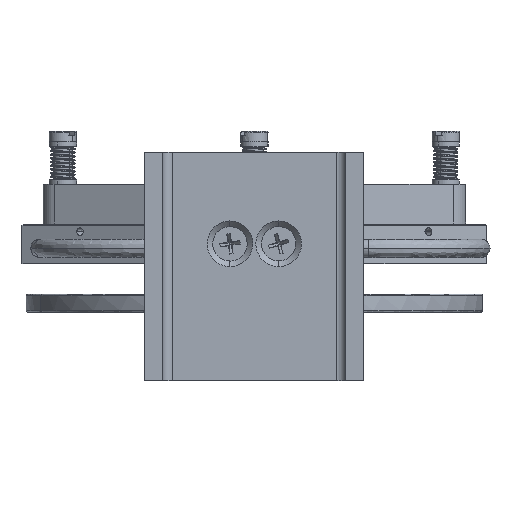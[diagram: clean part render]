
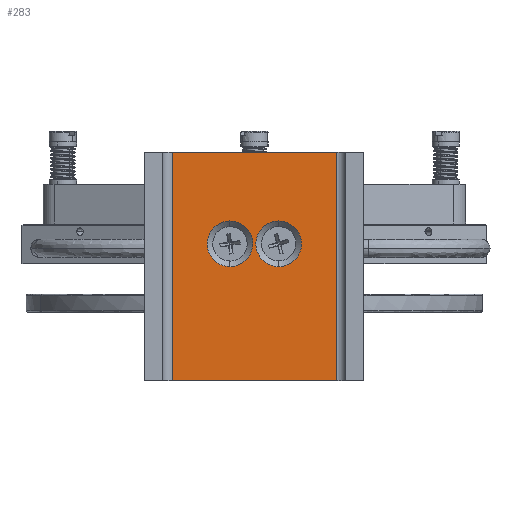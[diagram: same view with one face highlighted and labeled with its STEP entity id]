
A CAD part, front view. The second image highlights one B-rep face of the part: STEP entity #283.
In plain terms, the highlighted free-form (B-spline) face has degree [1, 1] with [2, 2] control points.
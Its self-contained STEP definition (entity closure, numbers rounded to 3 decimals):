
#24 = VERTEX_POINT('',#25);
#25 = CARTESIAN_POINT('',(2.99,6.058,8.439)
  );
#30 = EDGE_CURVE('',#31,#24,#33,.T.);
#31 = VERTEX_POINT('',#32);
#32 = CARTESIAN_POINT('',(2.99,6.058,21.555)
  );
#33 = ( BOUNDED_CURVE() B_SPLINE_CURVE(2,(#34,#35,#36,#37,#38),
.UNSPECIFIED.,.F.,.F.) B_SPLINE_CURVE_WITH_KNOTS((3,2,3),(3.142,
4.712,6.283),.PIECEWISE_BEZIER_KNOTS.) CURVE() 
GEOMETRIC_REPRESENTATION_ITEM() RATIONAL_B_SPLINE_CURVE((1.,
0.707,1.,0.707,1.)) REPRESENTATION_ITEM('') );
#34 = CARTESIAN_POINT('',(2.99,6.058,21.555)
  );
#35 = CARTESIAN_POINT('',(-3.568,6.058,21.555)
  );
#36 = CARTESIAN_POINT('',(-3.568,6.058,14.997)
  );
#37 = CARTESIAN_POINT('',(-3.568,6.058,8.439)
  );
#38 = CARTESIAN_POINT('',(2.99,6.058,8.439)
  );
#109 = VERTEX_POINT('',#110);
#110 = CARTESIAN_POINT('',(-11.,6.058,8.439
    ));
#115 = EDGE_CURVE('',#116,#109,#118,.T.);
#116 = VERTEX_POINT('',#117);
#117 = CARTESIAN_POINT('',(-11.,6.058,
    21.555));
#118 = ( BOUNDED_CURVE() B_SPLINE_CURVE(2,(#119,#120,#121,#122,#123),
.UNSPECIFIED.,.F.,.F.) B_SPLINE_CURVE_WITH_KNOTS((3,2,3),(3.142,
4.712,6.283),.PIECEWISE_BEZIER_KNOTS.) CURVE() 
GEOMETRIC_REPRESENTATION_ITEM() RATIONAL_B_SPLINE_CURVE((1.,
0.707,1.,0.707,1.)) REPRESENTATION_ITEM('') );
#119 = CARTESIAN_POINT('',(-11.,6.058,
    21.555));
#120 = CARTESIAN_POINT('',(-17.558,6.058,
    21.555));
#121 = CARTESIAN_POINT('',(-17.558,6.058,
    14.997));
#122 = CARTESIAN_POINT('',(-17.558,6.058,8.439
    ));
#123 = CARTESIAN_POINT('',(-11.,6.058,8.439
    ));
#257 = VERTEX_POINT('',#258);
#258 = CARTESIAN_POINT('',(-27.613,6.058,41.228
    ));
#264 = EDGE_CURVE('',#257,#265,#267,.T.);
#265 = VERTEX_POINT('',#266);
#266 = CARTESIAN_POINT('',(-27.613,6.058,
    -24.35));
#267 = B_SPLINE_CURVE_WITH_KNOTS('',1,(#268,#269),.UNSPECIFIED.,.F.,.F.,
  (2,2),(-0.,75.),.PIECEWISE_BEZIER_KNOTS.);
#268 = CARTESIAN_POINT('',(-27.613,6.058,41.228
    ));
#269 = CARTESIAN_POINT('',(-27.613,6.058,
    -24.35));
#283 = ADVANCED_FACE('',(#284,#295,#306),#328,.F.);
#284 = FACE_BOUND('',#285,.T.);
#285 = EDGE_LOOP('',(#286,#294));
#286 = ORIENTED_EDGE('',*,*,#287,.F.);
#287 = EDGE_CURVE('',#24,#31,#288,.T.);
#288 = ( BOUNDED_CURVE() B_SPLINE_CURVE(2,(#289,#290,#291,#292,#293),
.UNSPECIFIED.,.F.,.F.) B_SPLINE_CURVE_WITH_KNOTS((3,2,3),(0.,
1.571,3.142),.PIECEWISE_BEZIER_KNOTS.) CURVE() 
GEOMETRIC_REPRESENTATION_ITEM() RATIONAL_B_SPLINE_CURVE((1.,
0.707,1.,0.707,1.)) REPRESENTATION_ITEM('') );
#289 = CARTESIAN_POINT('',(2.99,6.058,8.439)
  );
#290 = CARTESIAN_POINT('',(9.547,6.058,8.439)
  );
#291 = CARTESIAN_POINT('',(9.547,6.058,14.997
    ));
#292 = CARTESIAN_POINT('',(9.547,6.058,21.555
    ));
#293 = CARTESIAN_POINT('',(2.99,6.058,21.555
    ));
#294 = ORIENTED_EDGE('',*,*,#30,.F.);
#295 = FACE_BOUND('',#296,.T.);
#296 = EDGE_LOOP('',(#297,#305));
#297 = ORIENTED_EDGE('',*,*,#298,.F.);
#298 = EDGE_CURVE('',#109,#116,#299,.T.);
#299 = ( BOUNDED_CURVE() B_SPLINE_CURVE(2,(#300,#301,#302,#303,#304),
.UNSPECIFIED.,.F.,.F.) B_SPLINE_CURVE_WITH_KNOTS((3,2,3),(0.,
1.571,3.142),.PIECEWISE_BEZIER_KNOTS.) CURVE() 
GEOMETRIC_REPRESENTATION_ITEM() RATIONAL_B_SPLINE_CURVE((1.,
0.707,1.,0.707,1.)) REPRESENTATION_ITEM('') );
#300 = CARTESIAN_POINT('',(-11.,6.058,8.439
    ));
#301 = CARTESIAN_POINT('',(-4.442,6.058,8.439
    ));
#302 = CARTESIAN_POINT('',(-4.442,6.058,
    14.997));
#303 = CARTESIAN_POINT('',(-4.442,6.058,
    21.555));
#304 = CARTESIAN_POINT('',(-11.,6.058,
    21.555));
#305 = ORIENTED_EDGE('',*,*,#115,.F.);
#306 = FACE_BOUND('',#307,.T.);
#307 = EDGE_LOOP('',(#308,#315,#322,#327));
#308 = ORIENTED_EDGE('',*,*,#309,.T.);
#309 = EDGE_CURVE('',#265,#310,#312,.T.);
#310 = VERTEX_POINT('',#311);
#311 = CARTESIAN_POINT('',(19.603,6.058,
    -24.35));
#312 = B_SPLINE_CURVE_WITH_KNOTS('',1,(#313,#314),.UNSPECIFIED.,.F.,.F.,
  (2,2),(0.,54.),.PIECEWISE_BEZIER_KNOTS.);
#313 = CARTESIAN_POINT('',(-27.613,6.058,
    -24.35));
#314 = CARTESIAN_POINT('',(19.603,6.058,
    -24.35));
#315 = ORIENTED_EDGE('',*,*,#316,.F.);
#316 = EDGE_CURVE('',#317,#310,#319,.T.);
#317 = VERTEX_POINT('',#318);
#318 = CARTESIAN_POINT('',(19.603,6.058,41.228
    ));
#319 = B_SPLINE_CURVE_WITH_KNOTS('',1,(#320,#321),.UNSPECIFIED.,.F.,.F.,
  (2,2),(-0.,75.),.PIECEWISE_BEZIER_KNOTS.);
#320 = CARTESIAN_POINT('',(19.603,6.058,41.228
    ));
#321 = CARTESIAN_POINT('',(19.603,6.058,
    -24.35));
#322 = ORIENTED_EDGE('',*,*,#323,.F.);
#323 = EDGE_CURVE('',#257,#317,#324,.T.);
#324 = B_SPLINE_CURVE_WITH_KNOTS('',1,(#325,#326),.UNSPECIFIED.,.F.,.F.,
  (2,2),(0.,54.),.PIECEWISE_BEZIER_KNOTS.);
#325 = CARTESIAN_POINT('',(-27.613,6.058,41.228
    ));
#326 = CARTESIAN_POINT('',(19.603,6.058,41.228
    ));
#327 = ORIENTED_EDGE('',*,*,#264,.T.);
#328 = B_SPLINE_SURFACE_WITH_KNOTS('',1,1,(
    (#329,#330)
    ,(#331,#332
    )),.UNSPECIFIED.,.F.,.F.,.F.,(2,2),(2,2),(-75.,0.),(0.,54.),
  .PIECEWISE_BEZIER_KNOTS.);
#329 = CARTESIAN_POINT('',(-27.613,6.058,
    -24.35));
#330 = CARTESIAN_POINT('',(19.603,6.058,
    -24.35));
#331 = CARTESIAN_POINT('',(-27.613,6.058,41.228
    ));
#332 = CARTESIAN_POINT('',(19.603,6.058,41.228
    ));
